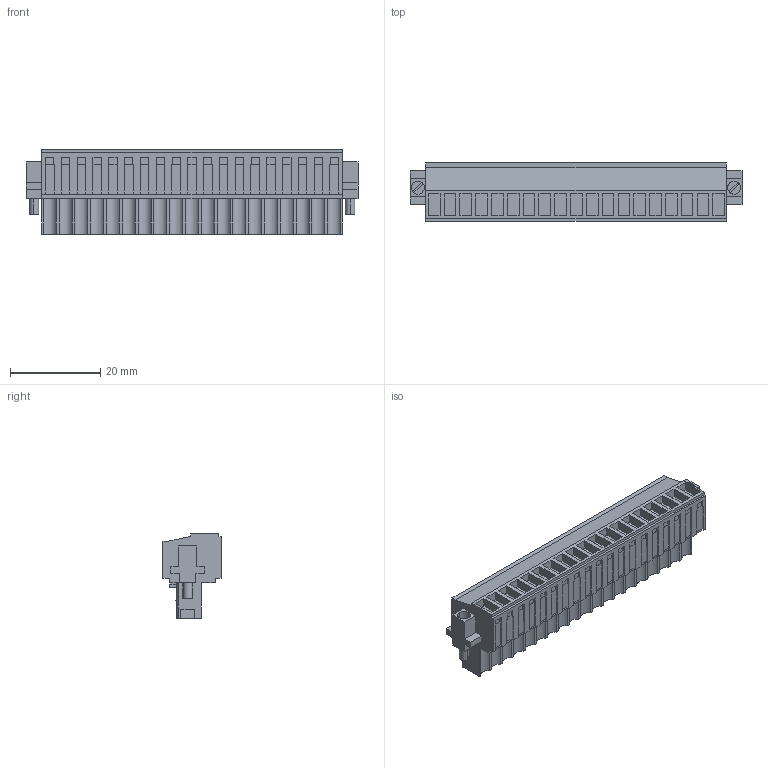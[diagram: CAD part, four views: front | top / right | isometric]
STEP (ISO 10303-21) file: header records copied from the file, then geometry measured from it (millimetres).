
FILE_DESCRIPTION(('CATIA V5R24 STEP','CAx-IF Rec.Pracs.--- Model Styling and Organization---1.2---2011-12-15'),'2;1');
FILE_NAME ('D1453654_0_1620780000_1620780000.stp','2017-05-09T13:02:48+00:00',('none'),('Weidmueller'),'CATIA Version 5-6 Release 2014 SP4 HF52','CATIA V5 STEP AP214','none');
FILE_SCHEMA(('AUTOMOTIVE_DESIGN { 1 0 10303 214 1 1 1 1 }'));
Length unit declared in the file: millimetre
Products named in the file (1): 1620780000
Bounding box: 73.5 x 12.9 x 18.7 mm (x, y, z)
Volume: 10051.1 mm3; surface area: 7948 mm2
Topology: 22 solids, 22 shells, 1187 faces, 3327 edges, 2266 vertices
Faces by surface type: plane 1053, cylinder 134
Entity records: 36542 total; most frequent: CARTESIAN_POINT 6677, ORIENTED_EDGE 6654, DIRECTION 4720, EDGE_CURVE 3327, VECTOR 2857, LINE 2857, VERTEX_POINT 2266, EDGE_LOOP 1273
